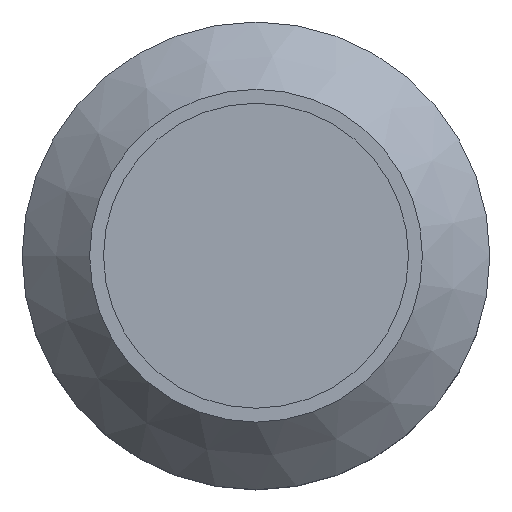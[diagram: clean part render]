
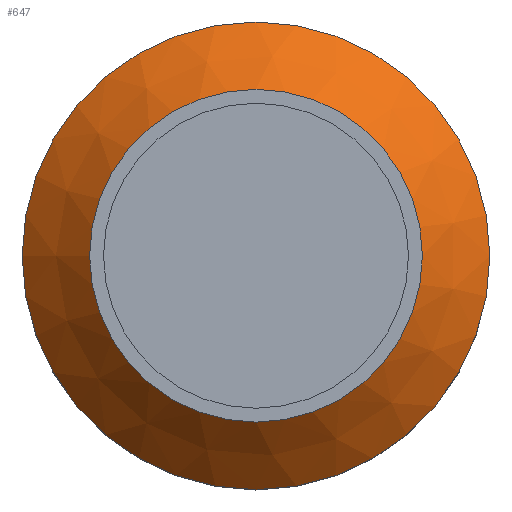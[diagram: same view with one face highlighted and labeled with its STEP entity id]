
A CAD part, top view. The second image highlights one B-rep face of the part: STEP entity #647.
In plain terms, the highlighted conical face has half-angle 45 degrees and reference radius 7.415 mm.
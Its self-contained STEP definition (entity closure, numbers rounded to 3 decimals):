
#20=CONICAL_SURFACE('',#710,7.415,0.785);
#109=FACE_OUTER_BOUND('',#149,.T.);
#149=EDGE_LOOP('',(#495,#496,#497,#498));
#189=LINE('',#1583,#218);
#218=VECTOR('',#836,7.415);
#230=CIRCLE('',#711,6.165);
#231=CIRCLE('',#712,8.665);
#291=VERTEX_POINT('',#1580);
#292=VERTEX_POINT('',#1582);
#375=EDGE_CURVE('',#291,#291,#230,.T.);
#376=EDGE_CURVE('',#291,#292,#189,.T.);
#377=EDGE_CURVE('',#292,#292,#231,.T.);
#495=ORIENTED_EDGE('',*,*,#375,.T.);
#496=ORIENTED_EDGE('',*,*,#376,.T.);
#497=ORIENTED_EDGE('',*,*,#377,.T.);
#498=ORIENTED_EDGE('',*,*,#376,.F.);
#647=ADVANCED_FACE('',(#109),#20,.T.);
#710=AXIS2_PLACEMENT_3D('',#1579,#832,#833);
#711=AXIS2_PLACEMENT_3D('',#1581,#834,#835);
#712=AXIS2_PLACEMENT_3D('',#1584,#837,#838);
#832=DIRECTION('center_axis',(0.,0.,-1.));
#833=DIRECTION('ref_axis',(1.,0.,0.));
#834=DIRECTION('center_axis',(0.,0.,-1.));
#835=DIRECTION('ref_axis',(1.,0.,0.));
#836=DIRECTION('',(-0.707,0.,-0.707));
#837=DIRECTION('center_axis',(0.,0.,1.));
#838=DIRECTION('ref_axis',(1.,0.,0.));
#1579=CARTESIAN_POINT('Origin',(0.,0.,7.5));
#1580=CARTESIAN_POINT('',(-6.165,0.,8.75));
#1581=CARTESIAN_POINT('Origin',(0.,0.,8.75));
#1582=CARTESIAN_POINT('',(-8.665,0.,6.25));
#1583=CARTESIAN_POINT('',(-7.415,0.,7.5));
#1584=CARTESIAN_POINT('Origin',(0.,0.,6.25));
